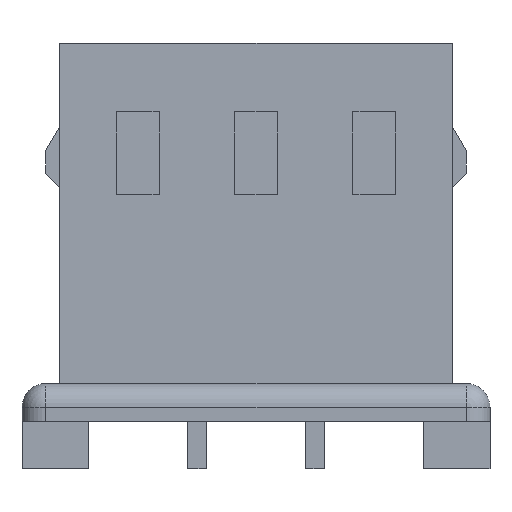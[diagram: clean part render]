
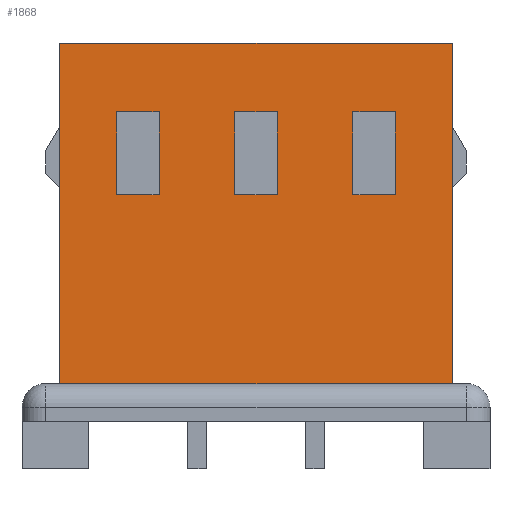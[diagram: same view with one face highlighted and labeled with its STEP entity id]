
A CAD part, front view. The second image highlights one B-rep face of the part: STEP entity #1868.
In plain terms, the highlighted planar face has unit normal (0, -1, 0).
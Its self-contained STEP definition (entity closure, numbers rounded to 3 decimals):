
#72 = LINE ( 'NONE', #1176, #673 ) ;
#74 = ORIENTED_EDGE ( 'NONE', *, *, #2774, .F. ) ;
#80 = LINE ( 'NONE', #2862, #2417 ) ;
#90 = VECTOR ( 'NONE', #1695, 1000. ) ;
#96 = CARTESIAN_POINT ( 'NONE',  ( 0.45, -2.3, 5.75 ) ) ;
#126 = CARTESIAN_POINT ( 'NONE',  ( 4.55, -2.3, 4. ) ) ;
#139 = EDGE_LOOP ( 'NONE', ( #2395, #2779, #645, #3389 ) ) ;
#163 = DIRECTION ( 'NONE',  ( -1., 0., 0. ) ) ;
#190 = CARTESIAN_POINT ( 'NONE',  ( 5.45, -2.3, 5.75 ) ) ;
#203 = LINE ( 'NONE', #2202, #2991 ) ;
#205 = VECTOR ( 'NONE', #2473, 1000. ) ;
#241 = DIRECTION ( 'NONE',  ( 0., 0., -1. ) ) ;
#257 = CARTESIAN_POINT ( 'NONE',  ( -0.45, -2.3, 4. ) ) ;
#291 = EDGE_CURVE ( 'NONE', #2235, #878, #3387, .T. ) ;
#317 = CARTESIAN_POINT ( 'NONE',  ( -0.45, -2.3, 5.75 ) ) ;
#345 = VECTOR ( 'NONE', #1297, 1000. ) ;
#365 = CARTESIAN_POINT ( 'NONE',  ( 2.05, -2.3, 4. ) ) ;
#401 = EDGE_CURVE ( 'NONE', #1529, #849, #679, .T. ) ;
#429 = CARTESIAN_POINT ( 'NONE',  ( 6.65, -2.3, 7.2 ) ) ;
#452 = VECTOR ( 'NONE', #1230, 1000. ) ;
#468 = CARTESIAN_POINT ( 'NONE',  ( 2.05, -2.3, 5.75 ) ) ;
#489 = VECTOR ( 'NONE', #3495, 1000. ) ;
#525 = FACE_BOUND ( 'NONE', #139, .T. ) ;
#542 = EDGE_LOOP ( 'NONE', ( #1536, #1685, #2985, #3302 ) ) ;
#548 = CARTESIAN_POINT ( 'NONE',  ( 2.95, -2.3, 4. ) ) ;
#622 = EDGE_CURVE ( 'NONE', #814, #1978, #72, .T. ) ;
#623 = CARTESIAN_POINT ( 'NONE',  ( -0.45, -2.3, 5.75 ) ) ;
#645 = ORIENTED_EDGE ( 'NONE', *, *, #3010, .F. ) ;
#673 = VECTOR ( 'NONE', #2277, 1000. ) ;
#679 = LINE ( 'NONE', #2619, #2056 ) ;
#681 = VECTOR ( 'NONE', #1314, 1000. ) ;
#699 = EDGE_CURVE ( 'NONE', #3328, #2078, #2947, .T. ) ;
#768 = CARTESIAN_POINT ( 'NONE',  ( 2.95, -2.3, 5.75 ) ) ;
#785 = LINE ( 'NONE', #1663, #2893 ) ;
#814 = VERTEX_POINT ( 'NONE', #768 ) ;
#849 = VERTEX_POINT ( 'NONE', #548 ) ;
#878 = VERTEX_POINT ( 'NONE', #257 ) ;
#906 = CARTESIAN_POINT ( 'NONE',  ( 5.45, -2.3, 4. ) ) ;
#914 = EDGE_CURVE ( 'NONE', #878, #1644, #3292, .T. ) ;
#923 = VERTEX_POINT ( 'NONE', #1086 ) ;
#940 = EDGE_CURVE ( 'NONE', #1978, #1529, #2412, .T. ) ;
#1031 = CARTESIAN_POINT ( 'NONE',  ( -0.45, -2.3, 4. ) ) ;
#1068 = LINE ( 'NONE', #2979, #681 ) ;
#1086 = CARTESIAN_POINT ( 'NONE',  ( -1.65, -2.3, 0. ) ) ;
#1176 = CARTESIAN_POINT ( 'NONE',  ( 2.95, -2.3, 5.75 ) ) ;
#1215 = VECTOR ( 'NONE', #1284, 1000. ) ;
#1219 = VERTEX_POINT ( 'NONE', #1440 ) ;
#1230 = DIRECTION ( 'NONE',  ( 1., 0., 0. ) ) ;
#1284 = DIRECTION ( 'NONE',  ( 0., 0., 1. ) ) ;
#1287 = CARTESIAN_POINT ( 'NONE',  ( 6.65, -2.3, 0. ) ) ;
#1297 = DIRECTION ( 'NONE',  ( -1., 0., 0. ) ) ;
#1314 = DIRECTION ( 'NONE',  ( 0., 0., -1. ) ) ;
#1349 = CARTESIAN_POINT ( 'NONE',  ( 5.45, -2.3, 4. ) ) ;
#1407 = EDGE_CURVE ( 'NONE', #1644, #1508, #203, .T. ) ;
#1440 = CARTESIAN_POINT ( 'NONE',  ( 6.65, -2.3, 0. ) ) ;
#1508 = VERTEX_POINT ( 'NONE', #96 ) ;
#1521 = VERTEX_POINT ( 'NONE', #3111 ) ;
#1529 = VERTEX_POINT ( 'NONE', #365 ) ;
#1536 = ORIENTED_EDGE ( 'NONE', *, *, #914, .F. ) ;
#1561 = EDGE_CURVE ( 'NONE', #1508, #2235, #3418, .T. ) ;
#1625 = CARTESIAN_POINT ( 'NONE',  ( 4.55, -2.3, 4. ) ) ;
#1641 = PLANE ( 'NONE',  #2590 ) ;
#1644 = VERTEX_POINT ( 'NONE', #2120 ) ;
#1662 = EDGE_LOOP ( 'NONE', ( #2974, #74, #2899, #2850 ) ) ;
#1663 = CARTESIAN_POINT ( 'NONE',  ( -1.65, -2.3, 7.2 ) ) ;
#1685 = ORIENTED_EDGE ( 'NONE', *, *, #291, .F. ) ;
#1695 = DIRECTION ( 'NONE',  ( 0., 0., -1. ) ) ;
#1716 = DIRECTION ( 'NONE',  ( 0., 0., 1. ) ) ;
#1741 = VECTOR ( 'NONE', #163, 1000. ) ;
#1759 = VERTEX_POINT ( 'NONE', #1625 ) ;
#1764 = DIRECTION ( 'NONE',  ( 0., 0., -1. ) ) ;
#1868 = ADVANCED_FACE ( 'NONE', ( #3559, #3285, #3017, #525 ), #1641, .F. ) ;
#1978 = VERTEX_POINT ( 'NONE', #468 ) ;
#1984 = EDGE_LOOP ( 'NONE', ( #3526, #2003, #3173, #2055 ) ) ;
#2003 = ORIENTED_EDGE ( 'NONE', *, *, #940, .F. ) ;
#2027 = EDGE_CURVE ( 'NONE', #1521, #1759, #1068, .T. ) ;
#2055 = ORIENTED_EDGE ( 'NONE', *, *, #3584, .F. ) ;
#2056 = VECTOR ( 'NONE', #3144, 1000. ) ;
#2078 = VERTEX_POINT ( 'NONE', #3023 ) ;
#2093 = LINE ( 'NONE', #2423, #1215 ) ;
#2120 = CARTESIAN_POINT ( 'NONE',  ( 0.45, -2.3, 4. ) ) ;
#2121 = VERTEX_POINT ( 'NONE', #3563 ) ;
#2201 = DIRECTION ( 'NONE',  ( 1., 0., 0. ) ) ;
#2202 = CARTESIAN_POINT ( 'NONE',  ( 0.45, -2.3, 4. ) ) ;
#2235 = VERTEX_POINT ( 'NONE', #623 ) ;
#2246 = VECTOR ( 'NONE', #1716, 1000. ) ;
#2266 = EDGE_CURVE ( 'NONE', #3328, #1219, #80, .T. ) ;
#2277 = DIRECTION ( 'NONE',  ( -1., 0., 0. ) ) ;
#2284 = DIRECTION ( 'NONE',  ( -1., 0., 0. ) ) ;
#2370 = LINE ( 'NONE', #1287, #1741 ) ;
#2395 = ORIENTED_EDGE ( 'NONE', *, *, #3411, .F. ) ;
#2412 = LINE ( 'NONE', #3585, #205 ) ;
#2417 = VECTOR ( 'NONE', #2546, 1000. ) ;
#2423 = CARTESIAN_POINT ( 'NONE',  ( 2.95, -2.3, 4. ) ) ;
#2473 = DIRECTION ( 'NONE',  ( 0., 0., -1. ) ) ;
#2546 = DIRECTION ( 'NONE',  ( 0., 0., -1. ) ) ;
#2572 = LINE ( 'NONE', #906, #2246 ) ;
#2590 = AXIS2_PLACEMENT_3D ( 'NONE', #2740, #3377, #1764 ) ;
#2619 = CARTESIAN_POINT ( 'NONE',  ( 2.05, -2.3, 4. ) ) ;
#2623 = LINE ( 'NONE', #190, #345 ) ;
#2638 = CARTESIAN_POINT ( 'NONE',  ( 6.65, -2.3, 7.2 ) ) ;
#2643 = LINE ( 'NONE', #126, #452 ) ;
#2657 = EDGE_CURVE ( 'NONE', #2884, #2121, #2572, .T. ) ;
#2703 = VECTOR ( 'NONE', #2284, 1000. ) ;
#2740 = CARTESIAN_POINT ( 'NONE',  ( 6.65, -2.3, 7.2 ) ) ;
#2774 = EDGE_CURVE ( 'NONE', #1219, #923, #2370, .T. ) ;
#2779 = ORIENTED_EDGE ( 'NONE', *, *, #2027, .F. ) ;
#2850 = ORIENTED_EDGE ( 'NONE', *, *, #699, .T. ) ;
#2862 = CARTESIAN_POINT ( 'NONE',  ( 6.65, -2.3, 7.2 ) ) ;
#2884 = VERTEX_POINT ( 'NONE', #1349 ) ;
#2893 = VECTOR ( 'NONE', #241, 1000. ) ;
#2899 = ORIENTED_EDGE ( 'NONE', *, *, #2266, .F. ) ;
#2947 = LINE ( 'NONE', #2638, #489 ) ;
#2974 = ORIENTED_EDGE ( 'NONE', *, *, #3210, .T. ) ;
#2979 = CARTESIAN_POINT ( 'NONE',  ( 4.55, -2.3, 5.75 ) ) ;
#2985 = ORIENTED_EDGE ( 'NONE', *, *, #1561, .F. ) ;
#2991 = VECTOR ( 'NONE', #3309, 1000. ) ;
#3010 = EDGE_CURVE ( 'NONE', #2121, #1521, #2623, .T. ) ;
#3017 = FACE_BOUND ( 'NONE', #1984, .T. ) ;
#3023 = CARTESIAN_POINT ( 'NONE',  ( -1.65, -2.3, 7.2 ) ) ;
#3111 = CARTESIAN_POINT ( 'NONE',  ( 4.55, -2.3, 5.75 ) ) ;
#3144 = DIRECTION ( 'NONE',  ( 1., 0., 0. ) ) ;
#3173 = ORIENTED_EDGE ( 'NONE', *, *, #622, .F. ) ;
#3210 = EDGE_CURVE ( 'NONE', #2078, #923, #785, .T. ) ;
#3285 = FACE_BOUND ( 'NONE', #542, .T. ) ;
#3292 = LINE ( 'NONE', #1031, #3335 ) ;
#3302 = ORIENTED_EDGE ( 'NONE', *, *, #1407, .F. ) ;
#3309 = DIRECTION ( 'NONE',  ( 0., 0., 1. ) ) ;
#3328 = VERTEX_POINT ( 'NONE', #429 ) ;
#3335 = VECTOR ( 'NONE', #2201, 1000. ) ;
#3367 = CARTESIAN_POINT ( 'NONE',  ( 0.45, -2.3, 5.75 ) ) ;
#3377 = DIRECTION ( 'NONE',  ( 0., 1., 0. ) ) ;
#3387 = LINE ( 'NONE', #317, #90 ) ;
#3389 = ORIENTED_EDGE ( 'NONE', *, *, #2657, .F. ) ;
#3411 = EDGE_CURVE ( 'NONE', #1759, #2884, #2643, .T. ) ;
#3418 = LINE ( 'NONE', #3367, #2703 ) ;
#3495 = DIRECTION ( 'NONE',  ( -1., 0., 0. ) ) ;
#3526 = ORIENTED_EDGE ( 'NONE', *, *, #401, .F. ) ;
#3559 = FACE_OUTER_BOUND ( 'NONE', #1662, .T. ) ;
#3563 = CARTESIAN_POINT ( 'NONE',  ( 5.45, -2.3, 5.75 ) ) ;
#3584 = EDGE_CURVE ( 'NONE', #849, #814, #2093, .T. ) ;
#3585 = CARTESIAN_POINT ( 'NONE',  ( 2.05, -2.3, 5.75 ) ) ;
